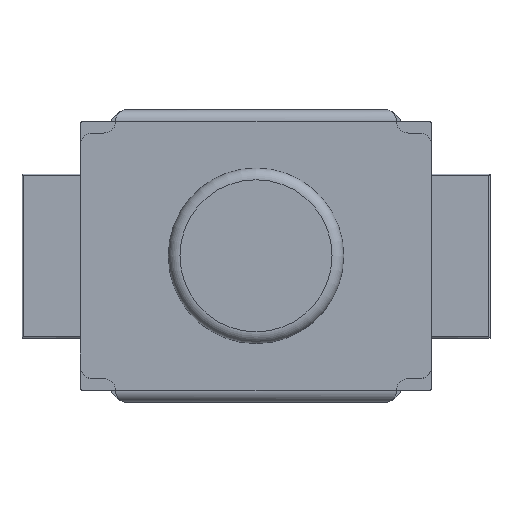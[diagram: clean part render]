
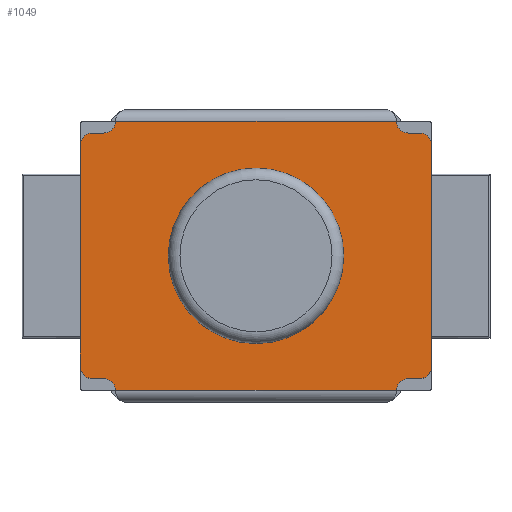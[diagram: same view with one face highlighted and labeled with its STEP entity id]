
A CAD part, top view. The second image highlights one B-rep face of the part: STEP entity #1049.
In plain terms, the highlighted planar face has unit normal (0, 0, 1).
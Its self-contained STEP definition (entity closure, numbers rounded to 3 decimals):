
#541 = VERTEX_POINT('',#542);
#542 = CARTESIAN_POINT('',(-1.2,1.15,1.19));
#592 = EDGE_CURVE('',#593,#541,#595,.T.);
#593 = VERTEX_POINT('',#594);
#594 = CARTESIAN_POINT('',(1.2,1.15,1.19));
#595 = LINE('',#596,#597);
#596 = CARTESIAN_POINT('',(3.6,1.15,1.19));
#597 = VECTOR('',#598,1.);
#598 = DIRECTION('',(-1.,-0.,-0.));
#1049 = ADVANCED_FACE('',(#1050,#1211),#1222,.F.);
#1050 = FACE_BOUND('',#1051,.F.);
#1051 = EDGE_LOOP('',(#1052,#1063,#1071,#1080,#1086,#1087,#1095,#1104,
    #1112,#1121,#1129,#1138,#1146,#1155,#1163,#1171,#1179,#1188,#1196,
    #1205));
#1052 = ORIENTED_EDGE('',*,*,#1053,.F.);
#1053 = EDGE_CURVE('',#1054,#1056,#1058,.T.);
#1054 = VERTEX_POINT('',#1055);
#1055 = CARTESIAN_POINT('',(-1.4,1.05,1.19));
#1056 = VERTEX_POINT('',#1057);
#1057 = CARTESIAN_POINT('',(-1.5,0.95,1.19));
#1058 = CIRCLE('',#1059,0.1);
#1059 = AXIS2_PLACEMENT_3D('',#1060,#1061,#1062);
#1060 = CARTESIAN_POINT('',(-1.4,0.95,1.19));
#1061 = DIRECTION('',(0.,0.,1.));
#1062 = DIRECTION('',(1.,0.,0.));
#1063 = ORIENTED_EDGE('',*,*,#1064,.T.);
#1064 = EDGE_CURVE('',#1054,#1065,#1067,.T.);
#1065 = VERTEX_POINT('',#1066);
#1066 = CARTESIAN_POINT('',(-1.3,1.05,1.19));
#1067 = LINE('',#1068,#1069);
#1068 = CARTESIAN_POINT('',(-1.4,1.05,1.19));
#1069 = VECTOR('',#1070,1.);
#1070 = DIRECTION('',(1.,0.,0.));
#1071 = ORIENTED_EDGE('',*,*,#1072,.T.);
#1072 = EDGE_CURVE('',#1065,#1073,#1075,.T.);
#1073 = VERTEX_POINT('',#1074);
#1074 = CARTESIAN_POINT('',(-1.2,1.15,1.19));
#1075 = CIRCLE('',#1076,0.1);
#1076 = AXIS2_PLACEMENT_3D('',#1077,#1078,#1079);
#1077 = CARTESIAN_POINT('',(-1.3,1.15,1.19));
#1078 = DIRECTION('',(0.,0.,1.));
#1079 = DIRECTION('',(1.,0.,0.));
#1080 = ORIENTED_EDGE('',*,*,#1081,.T.);
#1081 = EDGE_CURVE('',#1073,#541,#1082,.T.);
#1082 = LINE('',#1083,#1084);
#1083 = CARTESIAN_POINT('',(-1.2,1.15,1.19));
#1084 = VECTOR('',#1085,1.);
#1085 = DIRECTION('',(0.,1.,0.));
#1086 = ORIENTED_EDGE('',*,*,#592,.F.);
#1087 = ORIENTED_EDGE('',*,*,#1088,.F.);
#1088 = EDGE_CURVE('',#1089,#593,#1091,.T.);
#1089 = VERTEX_POINT('',#1090);
#1090 = CARTESIAN_POINT('',(1.2,1.15,1.19));
#1091 = LINE('',#1092,#1093);
#1092 = CARTESIAN_POINT('',(1.2,1.15,1.19));
#1093 = VECTOR('',#1094,1.);
#1094 = DIRECTION('',(0.,1.,0.));
#1095 = ORIENTED_EDGE('',*,*,#1096,.T.);
#1096 = EDGE_CURVE('',#1089,#1097,#1099,.T.);
#1097 = VERTEX_POINT('',#1098);
#1098 = CARTESIAN_POINT('',(1.3,1.05,1.19));
#1099 = CIRCLE('',#1100,0.1);
#1100 = AXIS2_PLACEMENT_3D('',#1101,#1102,#1103);
#1101 = CARTESIAN_POINT('',(1.3,1.15,1.19));
#1102 = DIRECTION('',(0.,0.,1.));
#1103 = DIRECTION('',(1.,0.,0.));
#1104 = ORIENTED_EDGE('',*,*,#1105,.F.);
#1105 = EDGE_CURVE('',#1106,#1097,#1108,.T.);
#1106 = VERTEX_POINT('',#1107);
#1107 = CARTESIAN_POINT('',(1.4,1.05,1.19));
#1108 = LINE('',#1109,#1110);
#1109 = CARTESIAN_POINT('',(1.4,1.05,1.19));
#1110 = VECTOR('',#1111,1.);
#1111 = DIRECTION('',(-1.,0.,0.));
#1112 = ORIENTED_EDGE('',*,*,#1113,.F.);
#1113 = EDGE_CURVE('',#1114,#1106,#1116,.T.);
#1114 = VERTEX_POINT('',#1115);
#1115 = CARTESIAN_POINT('',(1.5,0.95,1.19));
#1116 = CIRCLE('',#1117,0.1);
#1117 = AXIS2_PLACEMENT_3D('',#1118,#1119,#1120);
#1118 = CARTESIAN_POINT('',(1.4,0.95,1.19));
#1119 = DIRECTION('',(0.,0.,1.));
#1120 = DIRECTION('',(1.,0.,0.));
#1121 = ORIENTED_EDGE('',*,*,#1122,.F.);
#1122 = EDGE_CURVE('',#1123,#1114,#1125,.T.);
#1123 = VERTEX_POINT('',#1124);
#1124 = CARTESIAN_POINT('',(1.5,-0.95,1.19));
#1125 = LINE('',#1126,#1127);
#1126 = CARTESIAN_POINT('',(1.5,-0.95,1.19));
#1127 = VECTOR('',#1128,1.);
#1128 = DIRECTION('',(0.,1.,0.));
#1129 = ORIENTED_EDGE('',*,*,#1130,.F.);
#1130 = EDGE_CURVE('',#1131,#1123,#1133,.T.);
#1131 = VERTEX_POINT('',#1132);
#1132 = CARTESIAN_POINT('',(1.4,-1.05,1.19));
#1133 = CIRCLE('',#1134,0.1);
#1134 = AXIS2_PLACEMENT_3D('',#1135,#1136,#1137);
#1135 = CARTESIAN_POINT('',(1.4,-0.95,1.19));
#1136 = DIRECTION('',(0.,0.,1.));
#1137 = DIRECTION('',(1.,0.,0.));
#1138 = ORIENTED_EDGE('',*,*,#1139,.T.);
#1139 = EDGE_CURVE('',#1131,#1140,#1142,.T.);
#1140 = VERTEX_POINT('',#1141);
#1141 = CARTESIAN_POINT('',(1.3,-1.05,1.19));
#1142 = LINE('',#1143,#1144);
#1143 = CARTESIAN_POINT('',(1.4,-1.05,1.19));
#1144 = VECTOR('',#1145,1.);
#1145 = DIRECTION('',(-1.,0.,0.));
#1146 = ORIENTED_EDGE('',*,*,#1147,.T.);
#1147 = EDGE_CURVE('',#1140,#1148,#1150,.T.);
#1148 = VERTEX_POINT('',#1149);
#1149 = CARTESIAN_POINT('',(1.2,-1.15,1.19));
#1150 = CIRCLE('',#1151,0.1);
#1151 = AXIS2_PLACEMENT_3D('',#1152,#1153,#1154);
#1152 = CARTESIAN_POINT('',(1.3,-1.15,1.19));
#1153 = DIRECTION('',(0.,0.,1.));
#1154 = DIRECTION('',(1.,0.,0.));
#1155 = ORIENTED_EDGE('',*,*,#1156,.T.);
#1156 = EDGE_CURVE('',#1148,#1157,#1159,.T.);
#1157 = VERTEX_POINT('',#1158);
#1158 = CARTESIAN_POINT('',(1.2,-1.15,1.19));
#1159 = LINE('',#1160,#1161);
#1160 = CARTESIAN_POINT('',(1.2,-1.15,1.19));
#1161 = VECTOR('',#1162,1.);
#1162 = DIRECTION('',(0.,-1.,0.));
#1163 = ORIENTED_EDGE('',*,*,#1164,.T.);
#1164 = EDGE_CURVE('',#1157,#1165,#1167,.T.);
#1165 = VERTEX_POINT('',#1166);
#1166 = CARTESIAN_POINT('',(-1.2,-1.15,1.19));
#1167 = LINE('',#1168,#1169);
#1168 = CARTESIAN_POINT('',(3.6,-1.15,1.19));
#1169 = VECTOR('',#1170,1.);
#1170 = DIRECTION('',(-1.,-0.,-0.));
#1171 = ORIENTED_EDGE('',*,*,#1172,.T.);
#1172 = EDGE_CURVE('',#1165,#1173,#1175,.T.);
#1173 = VERTEX_POINT('',#1174);
#1174 = CARTESIAN_POINT('',(-1.2,-1.15,1.19));
#1175 = LINE('',#1176,#1177);
#1176 = CARTESIAN_POINT('',(-1.2,-1.15,1.19));
#1177 = VECTOR('',#1178,1.);
#1178 = DIRECTION('',(0.,1.,0.));
#1179 = ORIENTED_EDGE('',*,*,#1180,.T.);
#1180 = EDGE_CURVE('',#1173,#1181,#1183,.T.);
#1181 = VERTEX_POINT('',#1182);
#1182 = CARTESIAN_POINT('',(-1.3,-1.05,1.19));
#1183 = CIRCLE('',#1184,0.1);
#1184 = AXIS2_PLACEMENT_3D('',#1185,#1186,#1187);
#1185 = CARTESIAN_POINT('',(-1.3,-1.15,1.19));
#1186 = DIRECTION('',(0.,0.,1.));
#1187 = DIRECTION('',(1.,0.,0.));
#1188 = ORIENTED_EDGE('',*,*,#1189,.T.);
#1189 = EDGE_CURVE('',#1181,#1190,#1192,.T.);
#1190 = VERTEX_POINT('',#1191);
#1191 = CARTESIAN_POINT('',(-1.4,-1.05,1.19));
#1192 = LINE('',#1193,#1194);
#1193 = CARTESIAN_POINT('',(-1.3,-1.05,1.19));
#1194 = VECTOR('',#1195,1.);
#1195 = DIRECTION('',(-1.,0.,0.));
#1196 = ORIENTED_EDGE('',*,*,#1197,.F.);
#1197 = EDGE_CURVE('',#1198,#1190,#1200,.T.);
#1198 = VERTEX_POINT('',#1199);
#1199 = CARTESIAN_POINT('',(-1.5,-0.95,1.19));
#1200 = CIRCLE('',#1201,0.1);
#1201 = AXIS2_PLACEMENT_3D('',#1202,#1203,#1204);
#1202 = CARTESIAN_POINT('',(-1.4,-0.95,1.19));
#1203 = DIRECTION('',(0.,0.,1.));
#1204 = DIRECTION('',(1.,0.,0.));
#1205 = ORIENTED_EDGE('',*,*,#1206,.T.);
#1206 = EDGE_CURVE('',#1198,#1056,#1207,.T.);
#1207 = LINE('',#1208,#1209);
#1208 = CARTESIAN_POINT('',(-1.5,-0.95,1.19));
#1209 = VECTOR('',#1210,1.);
#1210 = DIRECTION('',(0.,1.,0.));
#1211 = FACE_BOUND('',#1212,.F.);
#1212 = EDGE_LOOP('',(#1213));
#1213 = ORIENTED_EDGE('',*,*,#1214,.T.);
#1214 = EDGE_CURVE('',#1215,#1215,#1217,.T.);
#1215 = VERTEX_POINT('',#1216);
#1216 = CARTESIAN_POINT('',(0.75,0.,1.19));
#1217 = CIRCLE('',#1218,0.75);
#1218 = AXIS2_PLACEMENT_3D('',#1219,#1220,#1221);
#1219 = CARTESIAN_POINT('',(0.,0.,1.19));
#1220 = DIRECTION('',(0.,0.,1.));
#1221 = DIRECTION('',(1.,0.,0.));
#1222 = PLANE('',#1223);
#1223 = AXIS2_PLACEMENT_3D('',#1224,#1225,#1226);
#1224 = CARTESIAN_POINT('',(-1.4,1.05,1.19));
#1225 = DIRECTION('',(0.,0.,-1.));
#1226 = DIRECTION('',(-1.,0.,0.));
